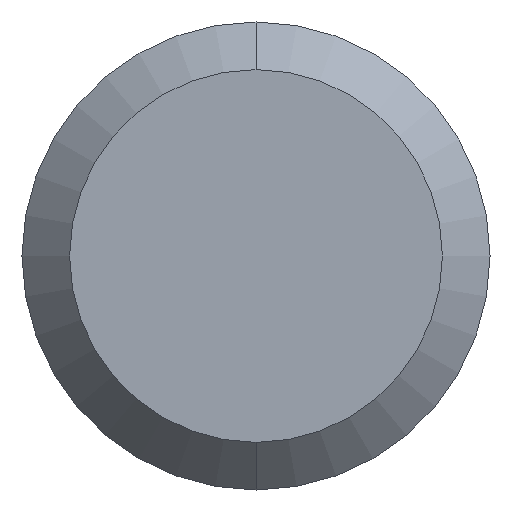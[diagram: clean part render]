
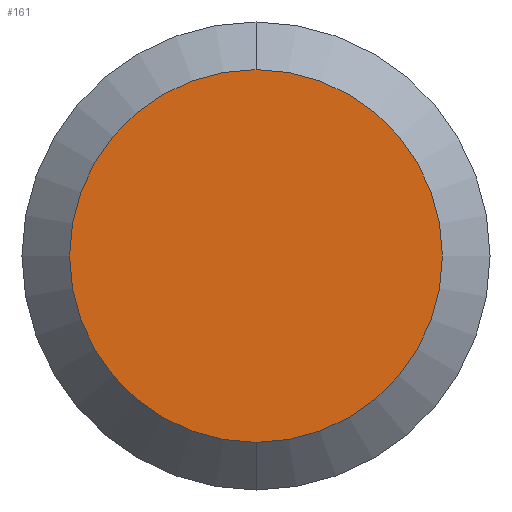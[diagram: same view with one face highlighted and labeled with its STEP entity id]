
A CAD part, front view. The second image highlights one B-rep face of the part: STEP entity #161.
In plain terms, the highlighted planar face has unit normal (0, -1, 0).
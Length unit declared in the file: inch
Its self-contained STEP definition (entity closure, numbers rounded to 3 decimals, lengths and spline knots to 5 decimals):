
#7 = DIRECTION ( 'NONE',  ( 0., 1., 0. ) ) ;
#34 = VERTEX_POINT ( 'NONE', #240 ) ;
#37 = CARTESIAN_POINT ( 'NONE',  ( 0., 0., 0. ) ) ;
#53 = DIRECTION ( 'NONE',  ( 0., -1., 0. ) ) ;
#57 = EDGE_CURVE ( 'NONE', #168, #34, #156, .T. ) ;
#64 = CIRCLE ( 'NONE', #176, 0.07828 ) ;
#77 = CARTESIAN_POINT ( 'NONE',  ( 0., 0., 0. ) ) ;
#85 = CARTESIAN_POINT ( 'NONE',  ( 0., 0., 0. ) ) ;
#94 = DIRECTION ( 'NONE',  ( 0., 0., 1. ) ) ;
#102 = DIRECTION ( 'NONE',  ( 0., -1., 0. ) ) ;
#109 = EDGE_LOOP ( 'NONE', ( #198, #181 ) ) ;
#116 = DIRECTION ( 'NONE',  ( 0., 0., 1. ) ) ;
#117 = DIRECTION ( 'NONE',  ( 0., 0., 1. ) ) ;
#135 = EDGE_CURVE ( 'NONE', #34, #168, #64, .T. ) ;
#140 = AXIS2_PLACEMENT_3D ( 'NONE', #37, #7, #116 ) ;
#142 = FACE_OUTER_BOUND ( 'NONE', #109, .T. ) ;
#156 = CIRCLE ( 'NONE', #200, 0.07828 ) ;
#161 = ADVANCED_FACE ( 'NONE', ( #142 ), #248, .F. ) ;
#168 = VERTEX_POINT ( 'NONE', #274 ) ;
#176 = AXIS2_PLACEMENT_3D ( 'NONE', #85, #102, #117 ) ;
#181 = ORIENTED_EDGE ( 'NONE', *, *, #57, .T. ) ;
#198 = ORIENTED_EDGE ( 'NONE', *, *, #135, .T. ) ;
#200 = AXIS2_PLACEMENT_3D ( 'NONE', #77, #53, #94 ) ;
#240 = CARTESIAN_POINT ( 'NONE',  ( 0., 0., 0.07828 ) ) ;
#248 = PLANE ( 'NONE',  #140 ) ;
#274 = CARTESIAN_POINT ( 'NONE',  ( 0., 0., -0.07828 ) ) ;
